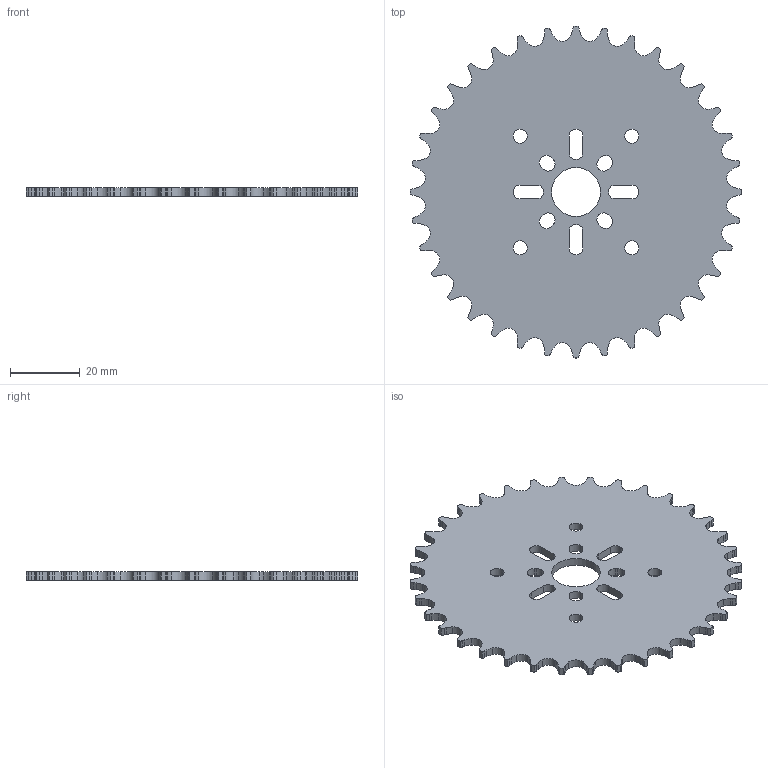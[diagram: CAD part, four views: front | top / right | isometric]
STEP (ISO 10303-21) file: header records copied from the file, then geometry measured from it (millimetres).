
FILE_DESCRIPTION (( 'STEP AP203' ), '1' );
FILE_NAME ('3311-0014-0036.STEP', '2018-04-26T02:00:48', ( '' ), ( '' ), 'SwSTEP 2.0', 'SolidWorks 2016', '' );
FILE_SCHEMA (( 'CONFIG_CONTROL_DESIGN' ));
Length unit declared in the file: millimetre
Products named in the file (1): 3311-0014-0036
Bounding box: 95.2 x 95.2 x 2.36 mm (x, y, z)
Volume: 14081.6 mm3; surface area: 13575.3 mm2
Topology: 1 solids, 1 shells, 360 faces, 1074 edges, 716 vertices
Faces by surface type: cylinder 270, plane 90
Entity records: 12507 total; most frequent: DIRECTION 2336, CARTESIAN_POINT 2151, ORIENTED_EDGE 2148, EDGE_CURVE 1074, AXIS2_PLACEMENT_3D 901, VERTEX_POINT 716, CIRCLE 540, VECTOR 534
